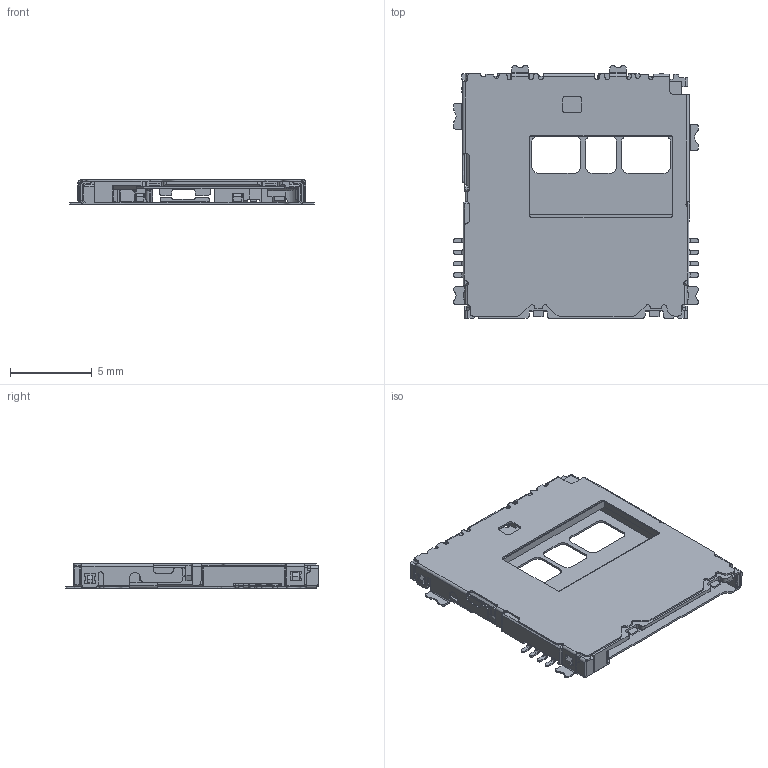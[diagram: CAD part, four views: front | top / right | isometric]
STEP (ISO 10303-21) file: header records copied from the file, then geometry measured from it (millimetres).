
FILE_DESCRIPTION(/* description */ (''),/* implementation_level */ '2;1');
FILE_NAME(/* name */ 'SCHA5B0200_ipt_4f1bf69.STEP',/* time_stamp */ '2022-06-02T14:50:37+03:00',/* author */ ('Sulieman DAHER'),/* organization */ (''),/* preprocessor_version */ 'ST-DEVELOPER v16.13',/* originating_system */ 'Autodesk Inventor 2018',/* authorisation */ '');
FILE_SCHEMA (('AUTOMOTIVE_DESIGN { 1 0 10303 214 3 1 1 }'));
Products named in the file (1): SCHA5B0200
Bounding box: 15 x 15.5 x 1.51 mm (x, y, z)
Volume: 115.1 mm3; surface area: 929.3 mm2
Topology: 1 solids, 2 shells, 1840 faces, 5072 edges, 3211 vertices
Faces by surface type: plane 1035, cylinder 622, bspline 108, torus 34, cone 26, sphere 15
Full cylindrical faces by diameter (mm): 0.32 x1, 0.45 x1
Entity records: 61297 total; most frequent: CARTESIAN_POINT 13912, ORIENTED_EDGE 10102, DIRECTION 9861, EDGE_CURVE 5052, LINE 3403, VECTOR 3403, AXIS2_PLACEMENT_3D 3229, VERTEX_POINT 3210
